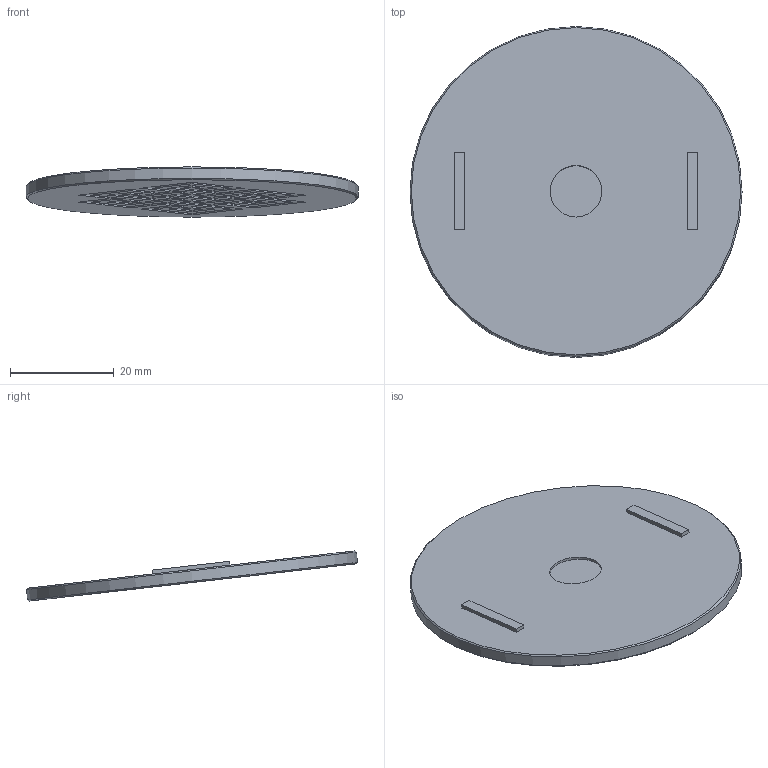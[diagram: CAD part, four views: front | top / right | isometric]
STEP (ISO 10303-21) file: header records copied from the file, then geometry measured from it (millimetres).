
FILE_DESCRIPTION(/* description */ (''),/* implementation_level */ '2;1');
FILE_NAME(/* name */ 'WEIGHTBIGINLAY.step',/* time_stamp */ '2022-12-24T17:56:12-05:00',/* author */ (''),/* organization */ (''),/* preprocessor_version */ 'ST-DEVELOPER v19.2',/* originating_system */ 'Autodesk Translation Framework v11.17.0.187',/* authorisation */ '');
FILE_SCHEMA (('AUTOMOTIVE_DESIGN { 1 0 10303 214 3 1 1 }'));
Length unit declared in the file: millimetre
Products named in the file (1): WEIGHTBIGINLAY
Bounding box: 64 x 63.81 x 9.67 mm (x, y, z)
Volume: 7746.8 mm3; surface area: 8314.9 mm2
Topology: 1 solids, 1 shells, 313 faces, 802 edges, 534 vertices
Faces by surface type: plane 309, cylinder 2, cone 2
Full cylindrical faces by diameter (mm): 10 x1, 64 x1
Entity records: 9326 total; most frequent: CARTESIAN_POINT 1650, ORIENTED_EDGE 1604, DIRECTION 1436, EDGE_CURVE 802, LINE 796, VECTOR 796, VERTEX_POINT 534, EDGE_LOOP 356
